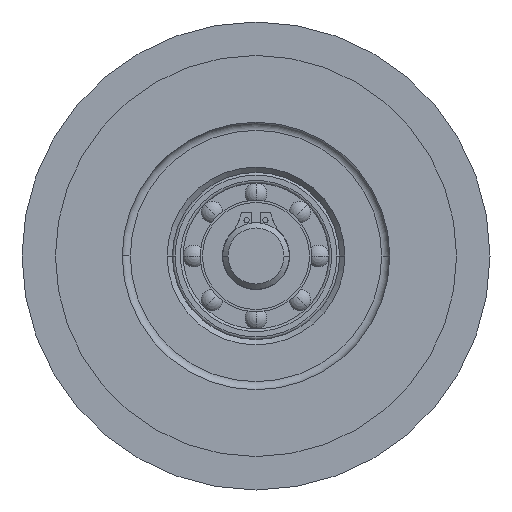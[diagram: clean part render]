
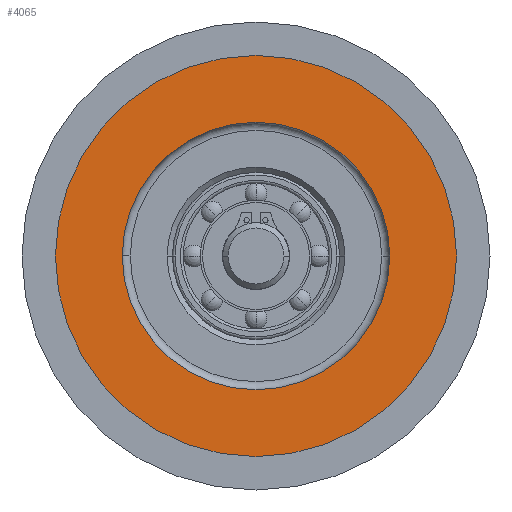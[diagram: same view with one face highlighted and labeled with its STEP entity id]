
A CAD part, front view. The second image highlights one B-rep face of the part: STEP entity #4065.
In plain terms, the highlighted planar face has unit normal (0, -1, 0).
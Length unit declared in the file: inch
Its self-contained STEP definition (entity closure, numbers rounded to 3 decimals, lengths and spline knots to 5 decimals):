
#835=CARTESIAN_POINT('',(0.,0.,0.));
#836=DIRECTION('',(0.,1.,0.));
#837=DIRECTION('',(1.,0.,0.));
#838=AXIS2_PLACEMENT_3D('',#835,#836,#837);
#844=CARTESIAN_POINT('',(0.,0.,0.));
#845=DIRECTION('',(0.,-1.,0.));
#846=DIRECTION('',(1.,0.,0.));
#847=AXIS2_PLACEMENT_3D('',#844,#845,#846);
#853=CARTESIAN_POINT('',(0.,0.,0.));
#854=DIRECTION('',(0.,1.,0.));
#855=DIRECTION('',(1.,0.,0.));
#856=AXIS2_PLACEMENT_3D('',#853,#854,#855);
#858=CARTESIAN_POINT('',(0.,0.,0.));
#859=DIRECTION('',(0.,-1.,0.));
#860=DIRECTION('',(1.,0.,0.));
#861=AXIS2_PLACEMENT_3D('',#858,#859,#860);
#2513=CARTESIAN_POINT('',(0.375,0.,0.));
#2515=VERTEX_POINT('',#2513);
#2525=CARTESIAN_POINT('',(-0.375,0.,0.));
#2527=VERTEX_POINT('',#2525);
#2541=CARTESIAN_POINT('',(0.25,0.,0.));
#2542=CARTESIAN_POINT('',(-0.25,0.,0.));
#2543=VERTEX_POINT('',#2541);
#2544=VERTEX_POINT('',#2542);
#4050=CARTESIAN_POINT('',(0.,0.,0.));
#4051=DIRECTION('',(0.,1.,0.));
#4052=DIRECTION('',(1.,0.,0.));
#4053=AXIS2_PLACEMENT_3D('',#4050,#4051,#4052);
#4054=PLANE('',#4053);
#4055=ORIENTED_EDGE('',*,*,#4043,.F.);
#4056=ORIENTED_EDGE('',*,*,#4032,.T.);
#4057=EDGE_LOOP('',(#4055,#4056));
#4058=FACE_OUTER_BOUND('',#4057,.F.);
#4060=ORIENTED_EDGE('',*,*,#4059,.F.);
#4062=ORIENTED_EDGE('',*,*,#4061,.T.);
#4063=EDGE_LOOP('',(#4060,#4062));
#4064=FACE_BOUND('',#4063,.F.);
#4065=ADVANCED_FACE('',(#4058,#4064),#4054,.F.);
#839=CIRCLE('',#838,0.375);
#848=CIRCLE('',#847,0.375);
#857=CIRCLE('',#856,0.25);
#862=CIRCLE('',#861,0.25);
#4032=EDGE_CURVE('',#2515,#2527,#839,.T.);
#4043=EDGE_CURVE('',#2515,#2527,#848,.T.);
#4059=EDGE_CURVE('',#2543,#2544,#857,.T.);
#4061=EDGE_CURVE('',#2543,#2544,#862,.T.);
